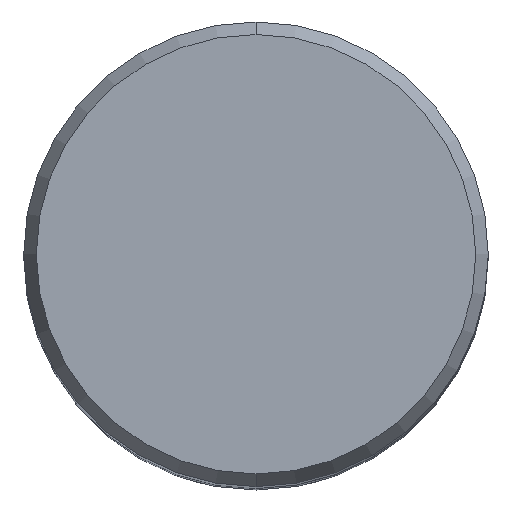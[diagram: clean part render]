
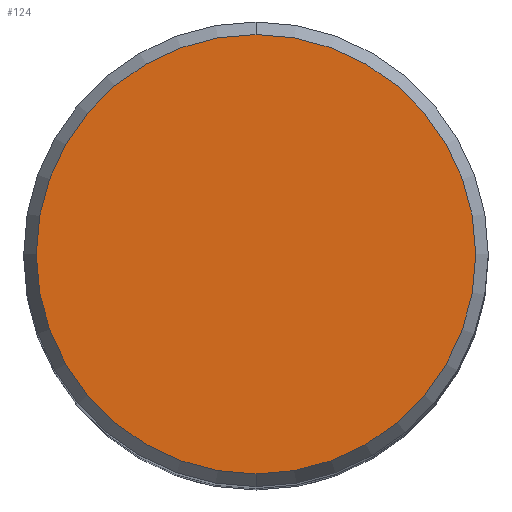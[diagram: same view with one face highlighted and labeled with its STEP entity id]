
A CAD part, top view. The second image highlights one B-rep face of the part: STEP entity #124.
In plain terms, the highlighted planar face has unit normal (0, 0, 1).
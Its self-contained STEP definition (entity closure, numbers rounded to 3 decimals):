
#120=VERTEX_POINT('',#251);
#124=ADVANCED_FACE('',(#256),#257,.T.);
#144=VERTEX_POINT('',#281);
#170=EDGE_CURVE('',#120,#144,#308,.T.);
#186=EDGE_CURVE('',#144,#120,#325,.T.);
#251=CARTESIAN_POINT('',(0.0,12.012,0.01));
#256=FACE_OUTER_BOUND('',#395,.T.);
#257=PLANE('',#396);
#281=CARTESIAN_POINT('',(0.,-12.012,0.01));
#308=CIRCLE('',#460,12.012);
#325=CIRCLE('',#485,12.012);
#395=EDGE_LOOP('',(#553,#554));
#396=AXIS2_PLACEMENT_3D('',#555,#556,#557);
#460=AXIS2_PLACEMENT_3D('',#614,#615,#616);
#485=AXIS2_PLACEMENT_3D('',#636,#637,#638);
#553=ORIENTED_EDGE('',*,*,#170,.F.);
#554=ORIENTED_EDGE('',*,*,#186,.F.);
#555=CARTESIAN_POINT('',(0.0,6.006,0.01));
#556=DIRECTION('',(-0.0,0.0,1.0));
#557=DIRECTION('',(0.0,-1.0,0.0));
#614=CARTESIAN_POINT('',(0.0,0.0,0.01));
#615=DIRECTION('',(0.0,0.0,-1.0));
#616=DIRECTION('',(0.0,1.0,0.0));
#636=CARTESIAN_POINT('',(0.0,0.0,0.01));
#637=DIRECTION('',(0.0,0.0,-1.0));
#638=DIRECTION('',(0.0,1.0,0.0));
